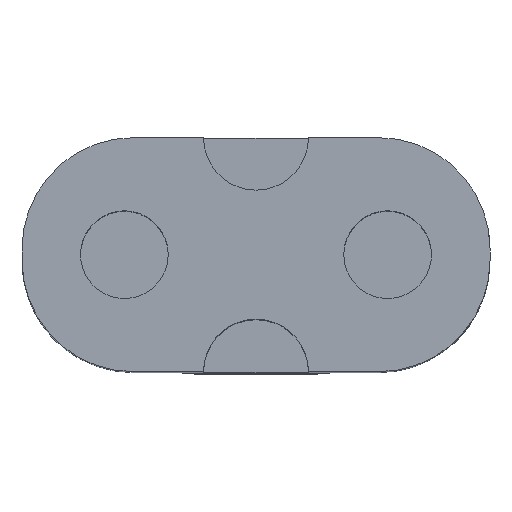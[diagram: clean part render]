
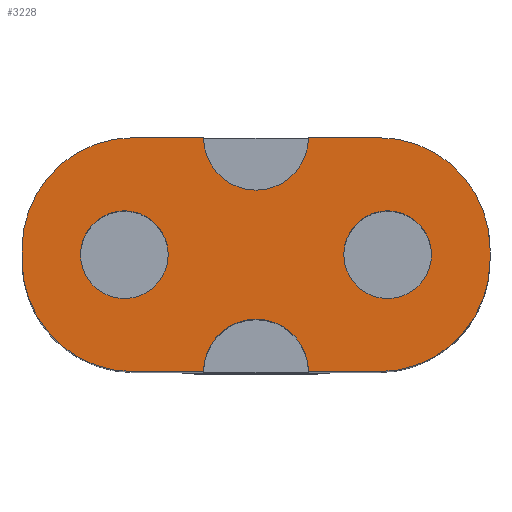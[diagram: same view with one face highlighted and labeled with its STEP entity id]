
A CAD part, top view. The second image highlights one B-rep face of the part: STEP entity #3228.
In plain terms, the highlighted planar face has unit normal (0, 0, 1).
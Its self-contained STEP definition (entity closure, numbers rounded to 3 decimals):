
#15=FACE_BOUND('',#360,.T.);
#16=FACE_BOUND('',#361,.T.);
#65=CIRCLE('',#3449,3.8);
#66=CIRCLE('',#3451,1.793);
#67=CIRCLE('',#3452,3.8);
#68=CIRCLE('',#3453,3.8);
#69=CIRCLE('',#3454,1.793);
#70=CIRCLE('',#3455,3.8);
#71=CIRCLE('',#3456,1.5);
#72=CIRCLE('',#3457,1.5);
#152=FACE_OUTER_BOUND('',#359,.T.);
#359=EDGE_LOOP('',(#2123,#2124,#2125,#2126,#2127,#2128,#2129,#2130,#2131,
#2132,#2133,#2134));
#360=EDGE_LOOP('',(#2135));
#361=EDGE_LOOP('',(#2136));
#567=LINE('',#4698,#961);
#574=LINE('',#4802,#968);
#575=LINE('',#4806,#969);
#576=LINE('',#4810,#970);
#577=LINE('',#4814,#971);
#578=LINE('',#4816,#972);
#961=VECTOR('',#3734,0.4);
#968=VECTOR('',#3753,2.407);
#969=VECTOR('',#3756,0.4);
#970=VECTOR('',#3759,2.407);
#971=VECTOR('',#3762,2.407);
#972=VECTOR('',#3765,2.407);
#1355=VERTEX_POINT('',#4695);
#1356=VERTEX_POINT('',#4697);
#1361=VERTEX_POINT('',#4794);
#1362=VERTEX_POINT('',#4798);
#1363=VERTEX_POINT('',#4799);
#1364=VERTEX_POINT('',#4801);
#1365=VERTEX_POINT('',#4803);
#1366=VERTEX_POINT('',#4805);
#1367=VERTEX_POINT('',#4807);
#1368=VERTEX_POINT('',#4809);
#1369=VERTEX_POINT('',#4811);
#1370=VERTEX_POINT('',#4813);
#1371=VERTEX_POINT('',#4817);
#1372=VERTEX_POINT('',#4819);
#1631=EDGE_CURVE('',#1355,#1356,#567,.T.);
#1640=EDGE_CURVE('',#1355,#1361,#65,.T.);
#1641=EDGE_CURVE('',#1362,#1363,#66,.T.);
#1642=EDGE_CURVE('',#1364,#1363,#574,.T.);
#1643=EDGE_CURVE('',#1364,#1365,#67,.T.);
#1644=EDGE_CURVE('',#1366,#1365,#575,.T.);
#1645=EDGE_CURVE('',#1366,#1367,#68,.T.);
#1646=EDGE_CURVE('',#1368,#1367,#576,.T.);
#1647=EDGE_CURVE('',#1368,#1369,#69,.T.);
#1648=EDGE_CURVE('',#1370,#1369,#577,.T.);
#1649=EDGE_CURVE('',#1370,#1356,#70,.T.);
#1650=EDGE_CURVE('',#1362,#1361,#578,.T.);
#1651=EDGE_CURVE('',#1371,#1371,#71,.T.);
#1652=EDGE_CURVE('',#1372,#1372,#72,.T.);
#2123=ORIENTED_EDGE('',*,*,#1641,.T.);
#2124=ORIENTED_EDGE('',*,*,#1642,.F.);
#2125=ORIENTED_EDGE('',*,*,#1643,.T.);
#2126=ORIENTED_EDGE('',*,*,#1644,.F.);
#2127=ORIENTED_EDGE('',*,*,#1645,.T.);
#2128=ORIENTED_EDGE('',*,*,#1646,.F.);
#2129=ORIENTED_EDGE('',*,*,#1647,.T.);
#2130=ORIENTED_EDGE('',*,*,#1648,.F.);
#2131=ORIENTED_EDGE('',*,*,#1649,.T.);
#2132=ORIENTED_EDGE('',*,*,#1631,.F.);
#2133=ORIENTED_EDGE('',*,*,#1640,.T.);
#2134=ORIENTED_EDGE('',*,*,#1650,.F.);
#2135=ORIENTED_EDGE('',*,*,#1651,.T.);
#2136=ORIENTED_EDGE('',*,*,#1652,.T.);
#3065=PLANE('',#3450);
#3228=ADVANCED_FACE('',(#152,#15,#16),#3065,.T.);
#3449=AXIS2_PLACEMENT_3D('',#4796,#3747,#3748);
#3450=AXIS2_PLACEMENT_3D('',#4797,#3749,#3750);
#3451=AXIS2_PLACEMENT_3D('',#4800,#3751,#3752);
#3452=AXIS2_PLACEMENT_3D('',#4804,#3754,#3755);
#3453=AXIS2_PLACEMENT_3D('',#4808,#3757,#3758);
#3454=AXIS2_PLACEMENT_3D('',#4812,#3760,#3761);
#3455=AXIS2_PLACEMENT_3D('',#4815,#3763,#3764);
#3456=AXIS2_PLACEMENT_3D('',#4818,#3766,#3767);
#3457=AXIS2_PLACEMENT_3D('',#4820,#3768,#3769);
#3734=DIRECTION('',(0.,1.,0.));
#3747=DIRECTION('center_axis',(0.,0.,1.));
#3748=DIRECTION('ref_axis',(-1.,0.,0.));
#3749=DIRECTION('center_axis',(0.,0.,1.));
#3750=DIRECTION('ref_axis',(1.,0.,0.));
#3751=DIRECTION('center_axis',(0.,0.,-1.));
#3752=DIRECTION('ref_axis',(-1.,0.,0.));
#3753=DIRECTION('',(-1.,0.,0.));
#3754=DIRECTION('center_axis',(0.,0.,1.));
#3755=DIRECTION('ref_axis',(0.,-1.,0.));
#3756=DIRECTION('',(0.,-1.,0.));
#3757=DIRECTION('center_axis',(0.,0.,1.));
#3758=DIRECTION('ref_axis',(1.,0.,0.));
#3759=DIRECTION('',(1.,0.,0.));
#3760=DIRECTION('center_axis',(0.,0.,-1.));
#3761=DIRECTION('ref_axis',(1.,0.,0.));
#3762=DIRECTION('',(1.,0.,0.));
#3763=DIRECTION('center_axis',(0.,0.,1.));
#3764=DIRECTION('ref_axis',(0.,1.,0.));
#3765=DIRECTION('',(-1.,0.,0.));
#3766=DIRECTION('center_axis',(0.,0.,-1.));
#3767=DIRECTION('ref_axis',(-1.,0.,0.));
#3768=DIRECTION('center_axis',(0.,0.,-1.));
#3769=DIRECTION('ref_axis',(-1.,0.,0.));
#4695=CARTESIAN_POINT('',(-8.,-0.2,0.));
#4697=CARTESIAN_POINT('',(-8.,0.2,0.));
#4698=CARTESIAN_POINT('',(-8.,-0.2,0.));
#4794=CARTESIAN_POINT('',(-4.2,-4.,0.));
#4796=CARTESIAN_POINT('Origin',(-4.2,-0.2,0.));
#4797=CARTESIAN_POINT('Origin',(4.2,-0.2,0.));
#4798=CARTESIAN_POINT('',(-1.793,-4.,0.));
#4799=CARTESIAN_POINT('',(1.793,-4.,0.));
#4800=CARTESIAN_POINT('Origin',(0.,-4.,0.));
#4801=CARTESIAN_POINT('',(4.2,-4.,0.));
#4802=CARTESIAN_POINT('',(4.2,-4.,0.));
#4803=CARTESIAN_POINT('',(8.,-0.2,0.));
#4804=CARTESIAN_POINT('Origin',(4.2,-0.2,0.));
#4805=CARTESIAN_POINT('',(8.,0.2,0.));
#4806=CARTESIAN_POINT('',(8.,0.2,0.));
#4807=CARTESIAN_POINT('',(4.2,4.,0.));
#4808=CARTESIAN_POINT('Origin',(4.2,0.2,0.));
#4809=CARTESIAN_POINT('',(1.793,4.,0.));
#4810=CARTESIAN_POINT('',(1.793,4.,0.));
#4811=CARTESIAN_POINT('',(-1.793,4.,0.));
#4812=CARTESIAN_POINT('Origin',(0.,4.,0.));
#4813=CARTESIAN_POINT('',(-4.2,4.,0.));
#4814=CARTESIAN_POINT('',(-4.2,4.,0.));
#4815=CARTESIAN_POINT('Origin',(-4.2,0.2,0.));
#4816=CARTESIAN_POINT('',(-1.793,-4.,0.));
#4817=CARTESIAN_POINT('',(3.,0.,0.));
#4818=CARTESIAN_POINT('Origin',(4.5,0.,0.));
#4819=CARTESIAN_POINT('',(-6.,0.,0.));
#4820=CARTESIAN_POINT('Origin',(-4.5,0.,0.));
